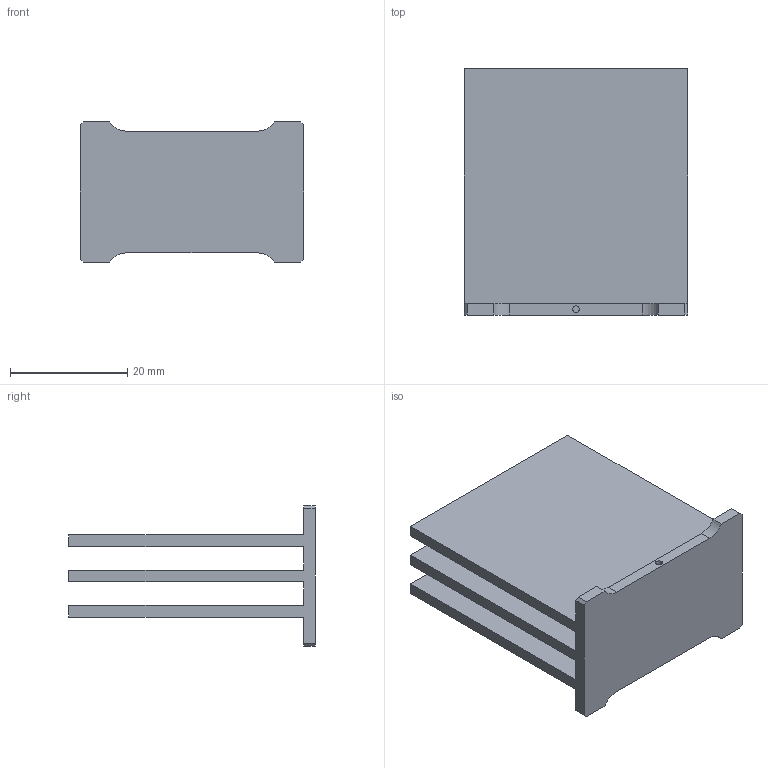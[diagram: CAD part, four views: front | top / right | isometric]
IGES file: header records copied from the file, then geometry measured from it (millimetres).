
Start section:  PTC IGES file: comb_signal_3b.igs
Global section: file name: 43Hcomb_signal_3b.igs; native system: Pro/ENGINEER by Parametric Technology Corporation; preprocessor: 2004090; author: ghiorso; organization: Unknown; date: 060215.224013; units: millimetre
Bounding box: 38 x 42 x 23.95 mm (x, y, z)
Surface area: 11516.3 mm2 (no closed solid volume)
Topology: 0 solids, 0 shells, 33 faces, 180 edges, 180 vertices
Faces by surface type: bspline 27, revolution 6
